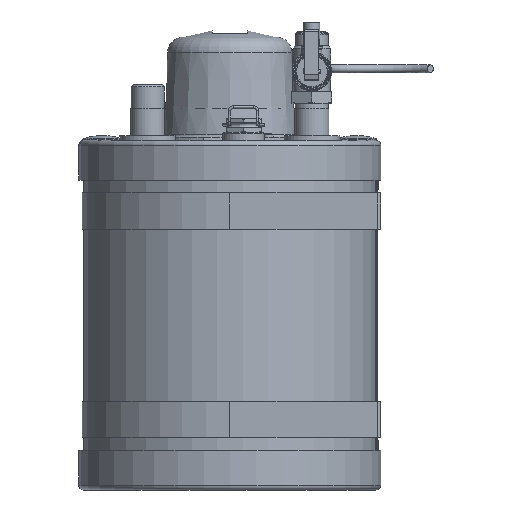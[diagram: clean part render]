
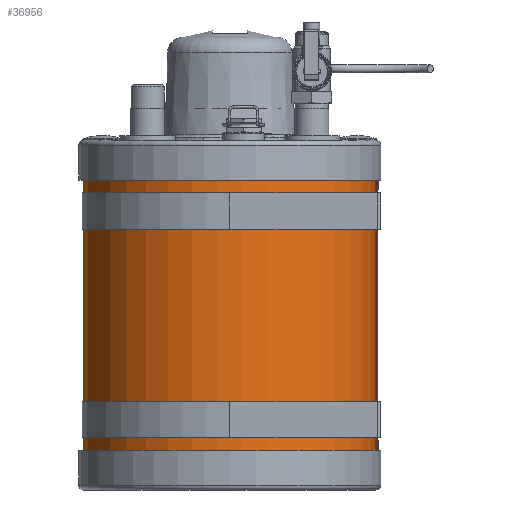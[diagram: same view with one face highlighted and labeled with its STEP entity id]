
A CAD part, left-side view. The second image highlights one B-rep face of the part: STEP entity #36956.
In plain terms, the highlighted cylindrical face has radius 92.1 mm (diameter 184.2 mm), a partial arc.
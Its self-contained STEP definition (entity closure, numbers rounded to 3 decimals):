
#3072 = EDGE_CURVE ( 'NONE', #18776, #18619, #45135, .T. ) ;
#3773 = EDGE_LOOP ( 'NONE', ( #34299, #4496, #6726, #12381 ) ) ;
#4496 = ORIENTED_EDGE ( 'NONE', *, *, #3072, .F. ) ;
#4516 = DIRECTION ( 'NONE',  ( 0., 1., 0. ) ) ;
#4751 = CARTESIAN_POINT ( 'NONE',  ( -7.709, 214., -91.777 ) ) ;
#5461 = FACE_OUTER_BOUND ( 'NONE', #3773, .T. ) ;
#6361 = LINE ( 'NONE', #4751, #24105 ) ;
#6726 = ORIENTED_EDGE ( 'NONE', *, *, #24327, .F. ) ;
#9452 = CIRCLE ( 'NONE', #40250, 92.1 ) ;
#10262 = DIRECTION ( 'NONE',  ( 0., 1., 0. ) ) ;
#10717 = DIRECTION ( 'NONE',  ( 1., 0., 0. ) ) ;
#12381 = ORIENTED_EDGE ( 'NONE', *, *, #32702, .T. ) ;
#12398 = CARTESIAN_POINT ( 'NONE',  ( 7.709, 214., -91.777 ) ) ;
#14615 = CARTESIAN_POINT ( 'NONE',  ( 0., 214., 0. ) ) ;
#16469 = DIRECTION ( 'NONE',  ( 0., -1., 0. ) ) ;
#17928 = VERTEX_POINT ( 'NONE', #29782 ) ;
#18619 = VERTEX_POINT ( 'NONE', #36284 ) ;
#18776 = VERTEX_POINT ( 'NONE', #12398 ) ;
#19458 = CARTESIAN_POINT ( 'NONE',  ( 0., 214., 0. ) ) ;
#21237 = CARTESIAN_POINT ( 'NONE',  ( 0., 0., 0. ) ) ;
#22827 = VECTOR ( 'NONE', #32020, 1000. ) ;
#23552 = CYLINDRICAL_SURFACE ( 'NONE', #39699, 92.1 ) ;
#24105 = VECTOR ( 'NONE', #32230, 1000. ) ;
#24204 = AXIS2_PLACEMENT_3D ( 'NONE', #14615, #4516, #28570 ) ;
#24327 = EDGE_CURVE ( 'NONE', #33909, #18776, #26402, .T. ) ;
#26402 = CIRCLE ( 'NONE', #24204, 92.1 ) ;
#28570 = DIRECTION ( 'NONE',  ( 1., 0., 0. ) ) ;
#29782 = CARTESIAN_POINT ( 'NONE',  ( -7.709, 0., -91.777 ) ) ;
#32020 = DIRECTION ( 'NONE',  ( 0., -1., 0. ) ) ;
#32205 = EDGE_CURVE ( 'NONE', #17928, #18619, #9452, .T. ) ;
#32230 = DIRECTION ( 'NONE',  ( 0., -1., 0. ) ) ;
#32702 = EDGE_CURVE ( 'NONE', #33909, #17928, #6361, .T. ) ;
#33909 = VERTEX_POINT ( 'NONE', #41533 ) ;
#34299 = ORIENTED_EDGE ( 'NONE', *, *, #32205, .T. ) ;
#35707 = CARTESIAN_POINT ( 'NONE',  ( 7.709, 214., -91.777 ) ) ;
#36284 = CARTESIAN_POINT ( 'NONE',  ( 7.709, 0., -91.777 ) ) ;
#36956 = ADVANCED_FACE ( 'NONE', ( #5461 ), #23552, .T. ) ;
#37545 = DIRECTION ( 'NONE',  ( 0., 0., -1. ) ) ;
#39699 = AXIS2_PLACEMENT_3D ( 'NONE', #19458, #16469, #37545 ) ;
#40250 = AXIS2_PLACEMENT_3D ( 'NONE', #21237, #10262, #10717 ) ;
#41533 = CARTESIAN_POINT ( 'NONE',  ( -7.709, 214., -91.777 ) ) ;
#45135 = LINE ( 'NONE', #35707, #22827 ) ;
